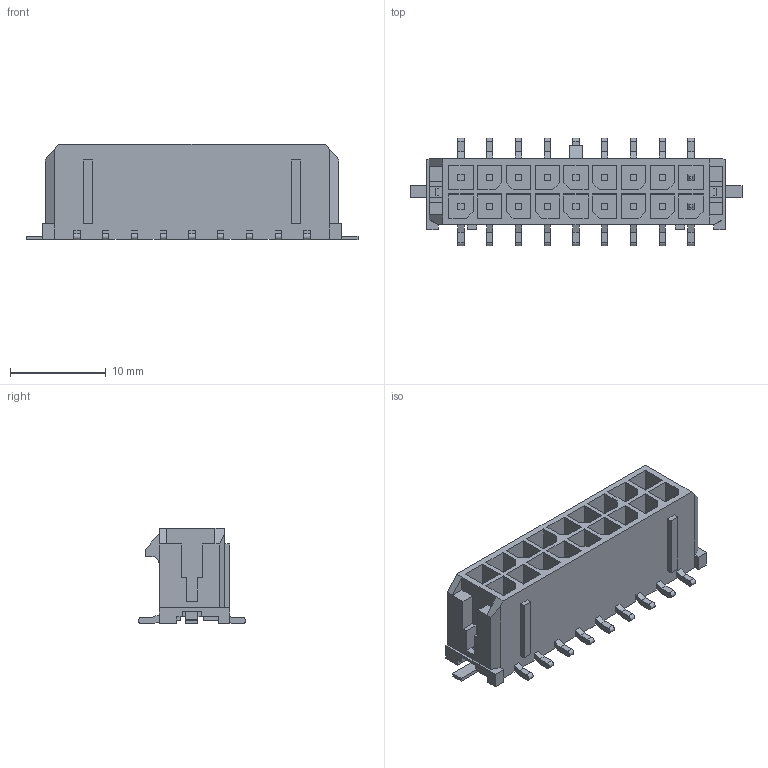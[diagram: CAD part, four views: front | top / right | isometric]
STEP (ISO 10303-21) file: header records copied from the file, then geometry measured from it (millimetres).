
FILE_DESCRIPTION((''),'2;1');
FILE_NAME('430451819','2020-04-17T',('gga'),(''),'PRO/ENGINEER BY PARAMETRIC TECHNOLOGY CORPORATION, 2016010','PRO/ENGINEER BY PARAMETRIC TECHNOLOGY CORPORATION, 2016010','');
FILE_SCHEMA(('CONFIG_CONTROL_DESIGN'));
Length unit declared in the file: millimetre
Products named in the file (1): 430451819
Bounding box: 34.65 x 11.2 x 9.96 mm (x, y, z)
Volume: 1242.7 mm3; surface area: 2807.7 mm2
Topology: 1 solids, 1 shells, 689 faces, 1831 edges, 1185 vertices
Faces by surface type: plane 666, cylinder 23
Entity records: 20626 total; most frequent: CARTESIAN_POINT 3615, ORIENTED_EDGE 3484, DIRECTION 3257, VECTOR 1785, LINE 1785, EDGE_CURVE 1742, VERTEX_POINT 1094, AXIS2_PLACEMENT_3D 736
